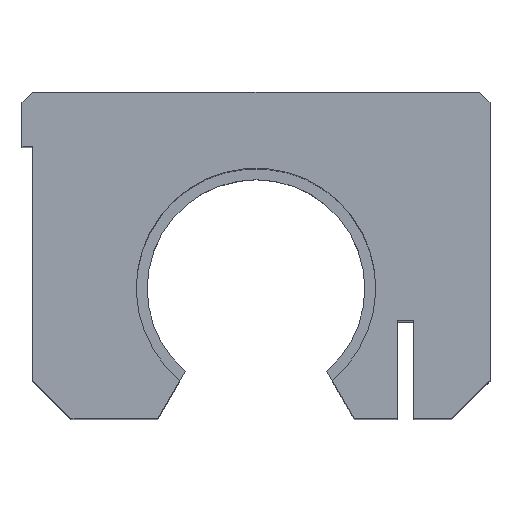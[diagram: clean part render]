
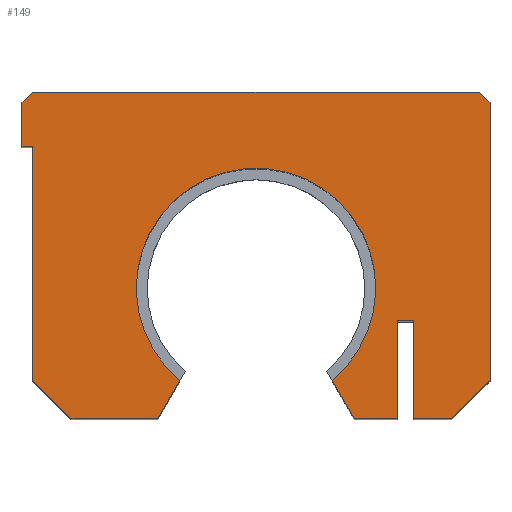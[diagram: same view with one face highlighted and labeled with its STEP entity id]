
A CAD part, top view. The second image highlights one B-rep face of the part: STEP entity #149.
In plain terms, the highlighted planar face has unit normal (0, 0, 1).
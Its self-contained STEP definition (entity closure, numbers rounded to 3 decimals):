
#149 = ADVANCED_FACE( '', ( #361 ), #362, .T. );
#361 = FACE_OUTER_BOUND( '', #644, .T. );
#362 = PLANE( '', #645 );
#644 = EDGE_LOOP( '', ( #1041, #1042, #1043, #1044, #1045, #1046, #1047, #1048, #1049, #1050, #1051, #1052, #1053, #1054, #1055, #1056, #1057, #1058 ) );
#645 = AXIS2_PLACEMENT_3D( '', #1059, #1060, #1061 );
#1041 = ORIENTED_EDGE( '', *, *, #1671, .T. );
#1042 = ORIENTED_EDGE( '', *, *, #1672, .F. );
#1043 = ORIENTED_EDGE( '', *, *, #1673, .T. );
#1044 = ORIENTED_EDGE( '', *, *, #1674, .T. );
#1045 = ORIENTED_EDGE( '', *, *, #1675, .T. );
#1046 = ORIENTED_EDGE( '', *, *, #1676, .F. );
#1047 = ORIENTED_EDGE( '', *, *, #1677, .T. );
#1048 = ORIENTED_EDGE( '', *, *, #1568, .T. );
#1049 = ORIENTED_EDGE( '', *, *, #1612, .T. );
#1050 = ORIENTED_EDGE( '', *, *, #1678, .T. );
#1051 = ORIENTED_EDGE( '', *, *, #1679, .T. );
#1052 = ORIENTED_EDGE( '', *, *, #1680, .T. );
#1053 = ORIENTED_EDGE( '', *, *, #1681, .T. );
#1054 = ORIENTED_EDGE( '', *, *, #1649, .T. );
#1055 = ORIENTED_EDGE( '', *, *, #1657, .T. );
#1056 = ORIENTED_EDGE( '', *, *, #1598, .T. );
#1057 = ORIENTED_EDGE( '', *, *, #1585, .T. );
#1058 = ORIENTED_EDGE( '', *, *, #1682, .F. );
#1059 = CARTESIAN_POINT( '', ( 0., 0., 76. ) );
#1060 = DIRECTION( '', ( 0., 0., 1. ) );
#1061 = DIRECTION( '', ( 1., 0., 0. ) );
#1568 = EDGE_CURVE( '', #1860, #1858, #1861, .T. );
#1585 = EDGE_CURVE( '', #1889, #1886, #1890, .T. );
#1598 = EDGE_CURVE( '', #1913, #1889, #1914, .T. );
#1612 = EDGE_CURVE( '', #1858, #1937, #1939, .T. );
#1649 = EDGE_CURVE( '', #1999, #1997, #2000, .T. );
#1657 = EDGE_CURVE( '', #1997, #1913, #2013, .T. );
#1671 = EDGE_CURVE( '', #2036, #2037, #2038, .T. );
#1672 = EDGE_CURVE( '', #2039, #2037, #2040, .T. );
#1673 = EDGE_CURVE( '', #2039, #2041, #2042, .T. );
#1674 = EDGE_CURVE( '', #2041, #2043, #2044, .T. );
#1675 = EDGE_CURVE( '', #2043, #2045, #2046, .T. );
#1676 = EDGE_CURVE( '', #2047, #2045, #2048, .T. );
#1677 = EDGE_CURVE( '', #2047, #1860, #2049, .T. );
#1678 = EDGE_CURVE( '', #1937, #2050, #2051, .T. );
#1679 = EDGE_CURVE( '', #2050, #2052, #2053, .T. );
#1680 = EDGE_CURVE( '', #2052, #2054, #2055, .T. );
#1681 = EDGE_CURVE( '', #2054, #1999, #2056, .T. );
#1682 = EDGE_CURVE( '', #2036, #1886, #2057, .T. );
#1858 = VERTEX_POINT( '', #2294 );
#1860 = VERTEX_POINT( '', #2297 );
#1861 = LINE( '', #2298, #2299 );
#1886 = VERTEX_POINT( '', #2384 );
#1889 = VERTEX_POINT( '', #2388 );
#1890 = LINE( '', #2389, #2390 );
#1913 = VERTEX_POINT( '', #2422 );
#1914 = LINE( '', #2423, #2424 );
#1937 = VERTEX_POINT( '', #2456 );
#1939 = LINE( '', #2459, #2460 );
#1997 = VERTEX_POINT( '', #2533 );
#1999 = VERTEX_POINT( '', #2536 );
#2000 = LINE( '', #2537, #2538 );
#2013 = LINE( '', #2557, #2558 );
#2036 = VERTEX_POINT( '', #2587 );
#2037 = VERTEX_POINT( '', #2588 );
#2038 = CIRCLE( '', #2589, 11. );
#2039 = VERTEX_POINT( '', #2590 );
#2040 = LINE( '', #2591, #2592 );
#2041 = VERTEX_POINT( '', #2593 );
#2042 = LINE( '', #2594, #2595 );
#2043 = VERTEX_POINT( '', #2596 );
#2044 = LINE( '', #2597, #2598 );
#2045 = VERTEX_POINT( '', #2599 );
#2046 = LINE( '', #2600, #2601 );
#2047 = VERTEX_POINT( '', #2602 );
#2048 = LINE( '', #2603, #2604 );
#2049 = LINE( '', #2605, #2606 );
#2050 = VERTEX_POINT( '', #2607 );
#2051 = LINE( '', #2608, #2609 );
#2052 = VERTEX_POINT( '', #2610 );
#2053 = LINE( '', #2611, #2612 );
#2054 = VERTEX_POINT( '', #2613 );
#2055 = LINE( '', #2614, #2615 );
#2056 = LINE( '', #2616, #2617 );
#2057 = LINE( '', #2618, #2619 );
#2294 = CARTESIAN_POINT( '', ( 21.5, 3.5, 76. ) );
#2297 = CARTESIAN_POINT( '', ( 18., 0., 76. ) );
#2298 = CARTESIAN_POINT( '', ( 18., 0., 76. ) );
#2299 = VECTOR( '', #3016, 1000. );
#2384 = CARTESIAN_POINT( '', ( -9.029, 0., 76. ) );
#2388 = CARTESIAN_POINT( '', ( -17., 0., 76. ) );
#2389 = CARTESIAN_POINT( '', ( -17., 0., 76. ) );
#2390 = VECTOR( '', #3039, 1000. );
#2422 = CARTESIAN_POINT( '', ( -20.5, 3.5, 76. ) );
#2423 = CARTESIAN_POINT( '', ( -20.5, 3.5, 76. ) );
#2424 = VECTOR( '', #3055, 1000. );
#2456 = CARTESIAN_POINT( '', ( 21.5, 29., 76. ) );
#2459 = CARTESIAN_POINT( '', ( 21.5, 3.5, 76. ) );
#2460 = VECTOR( '', #3072, 1000. );
#2533 = CARTESIAN_POINT( '', ( -20.5, 25., 76. ) );
#2536 = CARTESIAN_POINT( '', ( -21.5, 25., 76. ) );
#2537 = CARTESIAN_POINT( '', ( -21.5, 25., 76. ) );
#2538 = VECTOR( '', #3122, 1000. );
#2557 = CARTESIAN_POINT( '', ( -20.5, 25., 76. ) );
#2558 = VECTOR( '', #3129, 1000. );
#2587 = CARTESIAN_POINT( '', ( -7., 3.515, 76. ) );
#2588 = CARTESIAN_POINT( '', ( 7., 3.515, 76. ) );
#2589 = AXIS2_PLACEMENT_3D( '', #3148, #3149, #3150 );
#2590 = CARTESIAN_POINT( '', ( 9.029, 0., 76. ) );
#2591 = CARTESIAN_POINT( '', ( 9.607, -1., 76. ) );
#2592 = VECTOR( '', #3151, 1000. );
#2593 = CARTESIAN_POINT( '', ( 13., 0., 76. ) );
#2594 = CARTESIAN_POINT( '', ( -17., 0., 76. ) );
#2595 = VECTOR( '', #3152, 1000. );
#2596 = CARTESIAN_POINT( '', ( 13., 9., 76. ) );
#2597 = CARTESIAN_POINT( '', ( 13., 0., 76. ) );
#2598 = VECTOR( '', #3153, 1000. );
#2599 = CARTESIAN_POINT( '', ( 14.5, 9., 76. ) );
#2600 = CARTESIAN_POINT( '', ( 0., 9., 76. ) );
#2601 = VECTOR( '', #3154, 1000. );
#2602 = CARTESIAN_POINT( '', ( 14.5, 0., 76. ) );
#2603 = CARTESIAN_POINT( '', ( 14.5, 0., 76. ) );
#2604 = VECTOR( '', #3155, 1000. );
#2605 = CARTESIAN_POINT( '', ( -17., 0., 76. ) );
#2606 = VECTOR( '', #3156, 1000. );
#2607 = CARTESIAN_POINT( '', ( 20.5, 30., 76. ) );
#2608 = CARTESIAN_POINT( '', ( 21.5, 29., 76. ) );
#2609 = VECTOR( '', #3157, 1000. );
#2610 = CARTESIAN_POINT( '', ( -20.5, 30., 76. ) );
#2611 = CARTESIAN_POINT( '', ( 20.5, 30., 76. ) );
#2612 = VECTOR( '', #3158, 1000. );
#2613 = CARTESIAN_POINT( '', ( -21.5, 29., 76. ) );
#2614 = CARTESIAN_POINT( '', ( -20.5, 30., 76. ) );
#2615 = VECTOR( '', #3159, 1000. );
#2616 = CARTESIAN_POINT( '', ( -21.5, 29., 76. ) );
#2617 = VECTOR( '', #3160, 1000. );
#2618 = CARTESIAN_POINT( '', ( 0., 15.639, 76. ) );
#2619 = VECTOR( '', #3161, 1000. );
#3016 = DIRECTION( '', ( 0.707, 0.707, 0. ) );
#3039 = DIRECTION( '', ( 1., 0., 0. ) );
#3055 = DIRECTION( '', ( 0.707, -0.707, 0. ) );
#3072 = DIRECTION( '', ( 0., 1., 0. ) );
#3122 = DIRECTION( '', ( 1., 0., 0. ) );
#3129 = DIRECTION( '', ( 0., -1., 0. ) );
#3148 = CARTESIAN_POINT( '', ( 0., 12., 76. ) );
#3149 = DIRECTION( '', ( 0., 0., -1. ) );
#3150 = DIRECTION( '', ( -1., 0., 0. ) );
#3151 = DIRECTION( '', ( -0.5, 0.866, 0. ) );
#3152 = DIRECTION( '', ( 1., 0., 0. ) );
#3153 = DIRECTION( '', ( 0., 1., 0. ) );
#3154 = DIRECTION( '', ( 1., 0., 0. ) );
#3155 = DIRECTION( '', ( 0., 1., 0. ) );
#3156 = DIRECTION( '', ( 1., 0., 0. ) );
#3157 = DIRECTION( '', ( -0.707, 0.707, 0. ) );
#3158 = DIRECTION( '', ( -1., 0., 0. ) );
#3159 = DIRECTION( '', ( -0.707, -0.707, 0. ) );
#3160 = DIRECTION( '', ( 0., -1., 0. ) );
#3161 = DIRECTION( '', ( -0.5, -0.866, 0. ) );
